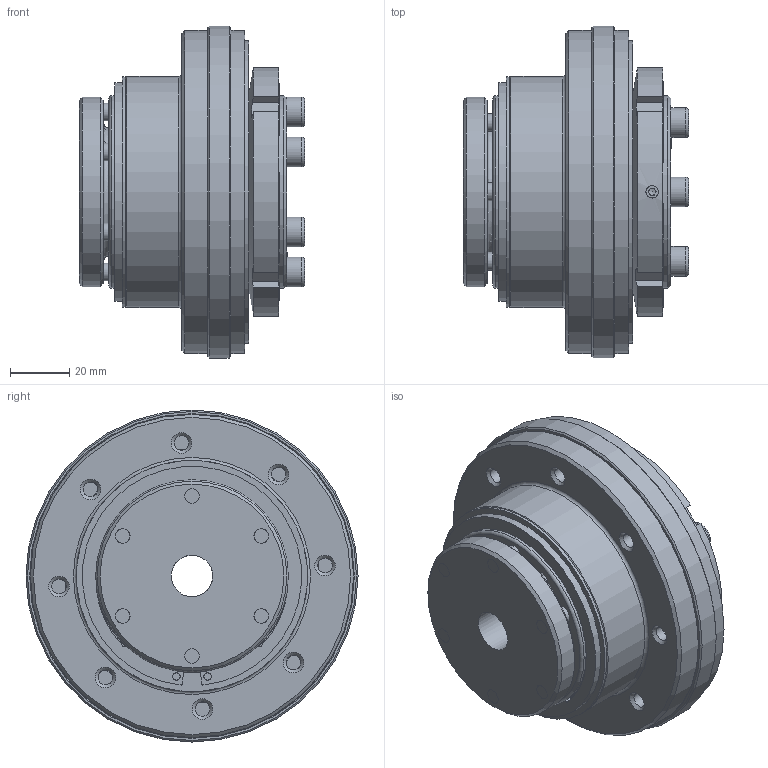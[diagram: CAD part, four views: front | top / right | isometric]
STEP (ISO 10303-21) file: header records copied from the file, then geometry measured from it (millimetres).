
FILE_DESCRIPTION(/* description */ ('Unknown','CAx-IF Rec.Pracs.---Representation and Presentation of Product Manufacturing Information (PMI)---4.0---2014-10-13','CAx-IF Rec.Pracs.---3D Tessellated Geometry---0.4---2014-09-14','2;1'),/* implementation_level */ '2;1');
FILE_NAME(/* name */ 'SKR-K-180',/* time_stamp */ '2023-03-23T16:35:57+01:00',/* author */ ('Unknown'),/* organization */ ('Unknown'),/* preprocessor_version */ 'ST-DEVELOPER v18.102',/* originating_system */ 'Solid Edge',/* authorisation */ 'Unknown');
FILE_SCHEMA (('AP242_MANAGED_MODEL_BASED_3D_ENGINEERING_MIM_LF { 1 0 10303 442 1 1 4 }'));
Length unit declared in the file: millimetre
Products named in the file (14): SKR-K-180; 27924302; 20124306_oa_0; KT101645; KT102054; 20424603; 20424301; kt103850; 20823974; 20902691-0ｰ; kt100051; 20618006; Text SKR - Logo Serie K 180; 27124411
Assembly tree (18 placements, depth 3):
  SKR-K-180
    27924302
    20124306_oa_0
    KT101645  x6
    KT102054
    20424603
      20424301
      kt103850
    20823974
    20902691-0ｰ
    kt100051
    20618006
    Text SKR - Logo Serie K 180
    27124411
Bounding box: 76 x 112 x 112 mm (x, y, z)
Volume: 348620 mm3; surface area: 151525.8 mm2
Topology: 55 solids, 55 shells, 721 faces, 1747 edges, 1142 vertices
Faces by surface type: plane 449, cylinder 125, cone 67, bspline 45, torus 35
Full cylindrical faces by diameter (mm): 2.5 x2, 4.2 x2, 4.917 x17, 4.92 x2, 5 x1, 5.412 x2, 6 x6, 6.4 x9, 7.5 x13, 10 x6, 14 x1, 39 x1, 48.124 x1, 49.1 x1, 62.5 x1, 63 x1, 64 x1, 65 x2, 65.1 x1, 65.2 x2, 65.3 x3, 70 x2, 78 x4, 86 x1, 102 x1, 109 x2, 109.5 x2, 112 x1
Entity records: 20111 total; most frequent: CARTESIAN_POINT 6286, ORIENTED_EDGE 2576, DIRECTION 2444, EDGE_CURVE 1288, AXIS2_PLACEMENT_3D 958, VERTEX_POINT 944, FACE_BOUND 916, EDGE_LOOP 900
